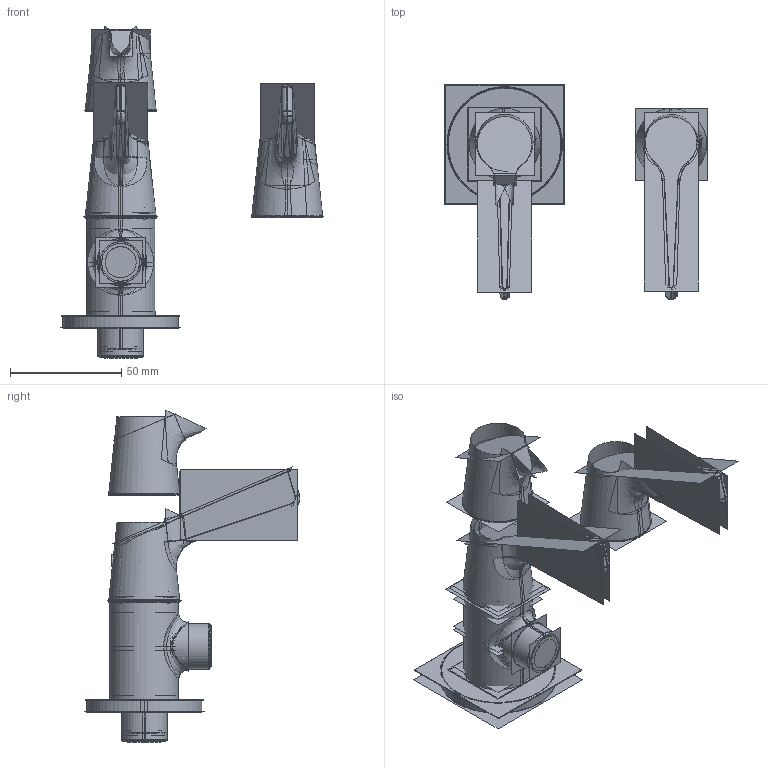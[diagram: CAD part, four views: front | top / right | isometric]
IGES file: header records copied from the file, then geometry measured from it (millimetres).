
Start section:  PTC IGES file: tp1030-a_asm.igs
Global section: file name: tp1030-a_asm.igs; native system: Pro/ENGINEER by Parametric Technology Corporation; preprocessor: 2009360; author: Administrator; organization: Unknown; date: 20160825.143937; units: millimetre
Bounding box: 118.33 x 97.13 x 149.52 mm (x, y, z)
Volume: 101440.6 mm3; surface area: 643369.3 mm2
Topology: 7 solids, 11 shells, 1786 faces, 9636 edges, 12526 vertices
Faces by surface type: bspline 1014, revolution 772
